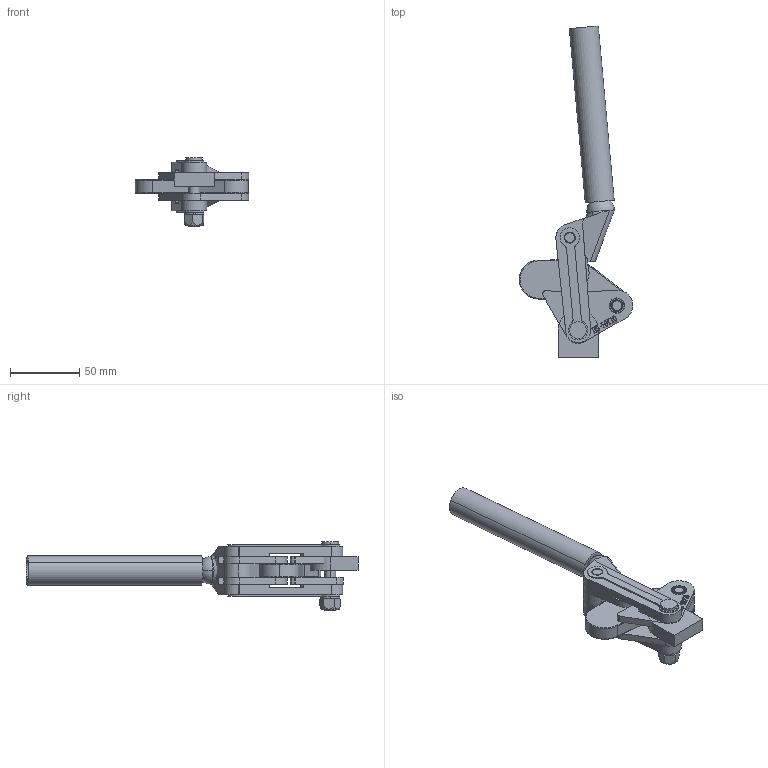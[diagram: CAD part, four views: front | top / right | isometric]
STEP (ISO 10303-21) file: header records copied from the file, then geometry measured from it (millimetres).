
FILE_DESCRIPTION (( 'STEP AP203' ), '1' );
FILE_NAME ('HS-70710.STEP', '2019-08-26T02:34:28', ( '微软用户' ), ( '微软中国' ), 'SwSTEP 2.0', 'SolidWorks 2012', '' );
FILE_SCHEMA (( 'CONFIG_CONTROL_DESIGN' ));
Length unit declared in the file: millimetre
Products named in the file (14): HS-70710; prevailing torque hex nuts 1-fine pitch gb_GB_HEXAGON_LOCK_TYPE2 M8-N; curved single coil spring lock washers gb_GB_FASTENER_WASHER_CSLW 8; 釱; 忒參奪; T倛种; 階杶; 种2; 种1; 騵艦杶; 忒梟; 蟀裝1; 揤旋1; 耜啣
Assembly tree (21 placements, depth 2):
  HS-70710
    耜啣
    揤旋1
    蟀裝1
    忒梟
    騵艦杶  x8
    种1
    种2  x2
    階杶
    T倛种
    忒參奪
    釱
    curved single coil spring lock washers gb_GB_FASTENER_WASHER_CSLW 8
    prevailing torque hex nuts 1-fine pitch gb_GB_HEXAGON_LOCK_TYPE2 M8-N
Bounding box: 81.74 x 239.23 x 49 mm (x, y, z)
Volume: 117483.5 mm3; surface area: 60234.1 mm2
Topology: 23 solids, 23 shells, 714 faces, 1789 edges, 1147 vertices
Faces by surface type: plane 309, cylinder 156, bspline 144, cone 95, torus 8, sphere 2
Entity records: 27896 total; most frequent: CARTESIAN_POINT 12052, ORIENTED_EDGE 3150, DIRECTION 2519, EDGE_CURVE 1575, VERTEX_POINT 1025, LINE 955, VECTOR 955, AXIS2_PLACEMENT_3D 782
